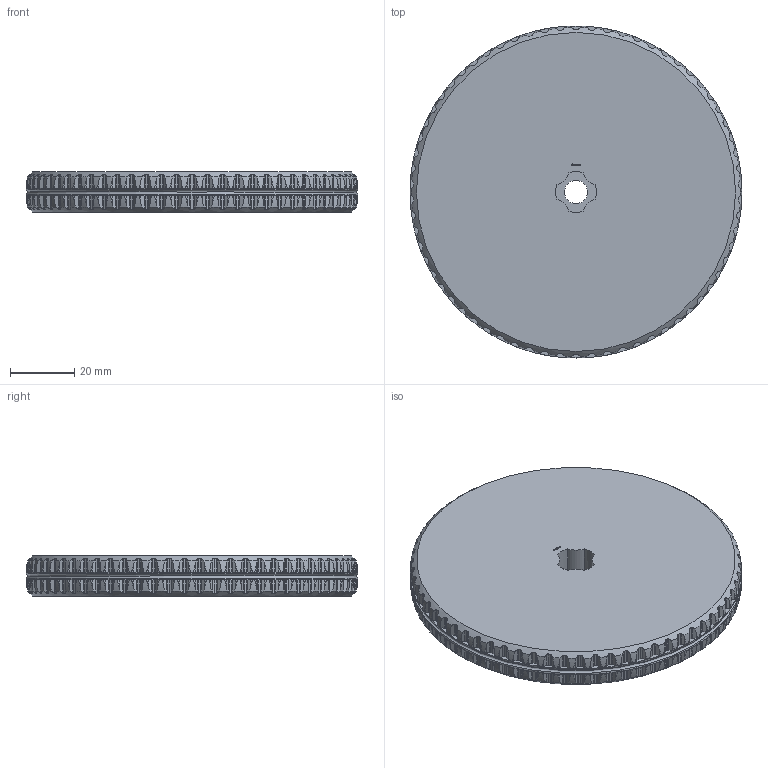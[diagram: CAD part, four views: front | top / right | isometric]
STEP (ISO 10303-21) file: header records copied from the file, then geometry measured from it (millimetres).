
FILE_DESCRIPTION(('FreeCAD Model'),'2;1');
FILE_NAME('Open CASCADE Shape Model','2024-12-31T23:18:23',(''),(''), 'Open CASCADE STEP processor 7.8','FreeCAD','Unknown');
FILE_SCHEMA(('AUTOMOTIVE_DESIGN { 1 0 10303 214 1 1 1 1 }'));
Products named in the file (1): Wheel GND TTRD PLN BU08.25x01.00 - SPN-WHL-0026 (stemfie.org)
Bounding box: 103.12 x 103.12 x 12.5 mm (x, y, z)
Volume: 100012.2 mm3; surface area: 22189.6 mm2
Topology: 1 solids, 1 shells, 1850 faces, 5367 edges, 3571 vertices
Faces by surface type: cylinder 808, plane 725, extrusion 148, torus 136, cone 33
Full cylindrical faces by diameter (mm): 2 x4, 7.2 x2, 103.125 x2
Entity records: 89887 total; most frequent: CARTESIAN_POINT 42222, ORIENTED_EDGE 10734, DIRECTION 9097, EDGE_CURVE 5367, VERTEX_POINT 3571, AXIS2_PLACEMENT_3D 3238, VECTOR 2621, LINE 2473
